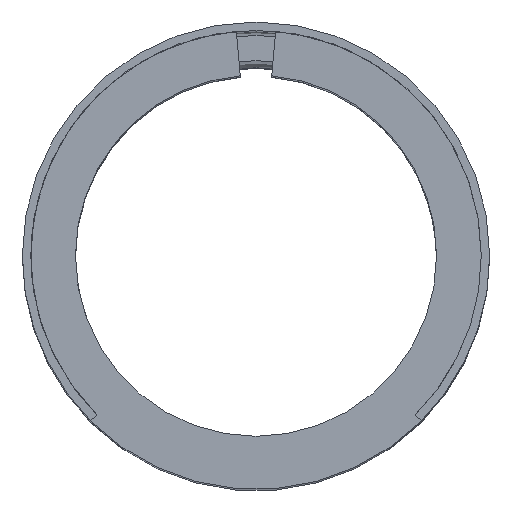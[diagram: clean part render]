
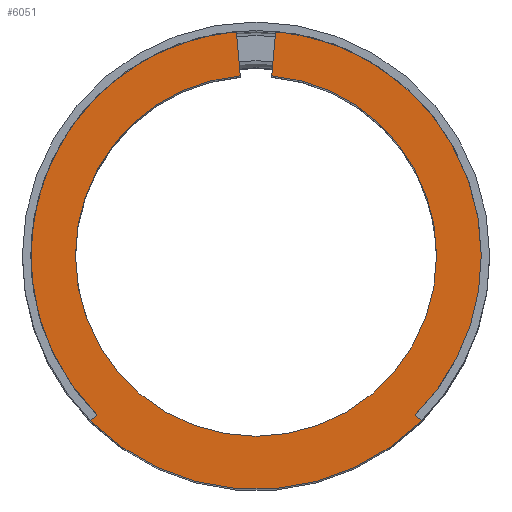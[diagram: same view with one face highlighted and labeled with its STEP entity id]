
A CAD part, top view. The second image highlights one B-rep face of the part: STEP entity #6051.
In plain terms, the highlighted planar face has unit normal (0, 0, 1).
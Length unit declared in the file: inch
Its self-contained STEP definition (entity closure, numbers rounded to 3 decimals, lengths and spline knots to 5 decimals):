
#146 = ORIENTED_EDGE ( 'NONE', *, *, #3338, .T. ) ;
#170 = LINE ( 'NONE', #10119, #2839 ) ;
#492 = LINE ( 'NONE', #2584, #10398 ) ;
#658 = AXIS2_PLACEMENT_3D ( 'NONE', #7195, #4037, #7339 ) ;
#692 = ORIENTED_EDGE ( 'NONE', *, *, #1881, .T. ) ;
#721 = CIRCLE ( 'NONE', #5542, 0.63583 ) ;
#806 = PLANE ( 'NONE',  #1614 ) ;
#985 = CARTESIAN_POINT ( 'NONE',  ( 0.06914, 0.79029, 2.99213 ) ) ;
#1097 = CARTESIAN_POINT ( 'NONE',  ( 0.05542, 0.63341, 2.99213 ) ) ;
#1465 = CARTESIAN_POINT ( 'NONE',  ( 0.79331, 0., 2.99213 ) ) ;
#1614 = AXIS2_PLACEMENT_3D ( 'NONE', #5199, #1741, #5129 ) ;
#1723 = EDGE_LOOP ( 'NONE', ( #14035, #13623, #13868, #4961, #6117, #6224, #8341, #3488, #4322, #146, #692 ) ) ;
#1741 = DIRECTION ( 'NONE',  ( 0., 0., 1. ) ) ;
#1794 = AXIS2_PLACEMENT_3D ( 'NONE', #4314, #11935, #2288 ) ;
#1834 = VECTOR ( 'NONE', #11913, 39.37008 ) ;
#1881 = EDGE_CURVE ( 'NONE', #10066, #5701, #13482, .T. ) ;
#2288 = DIRECTION ( 'NONE',  ( 1., 0., 0. ) ) ;
#2325 = CARTESIAN_POINT ( 'NONE',  ( 0., 0., 2.99213 ) ) ;
#2537 = AXIS2_PLACEMENT_3D ( 'NONE', #4020, #11569, #6106 ) ;
#2584 = CARTESIAN_POINT ( 'NONE',  ( -0.52578, -0.52578, 2.99213 ) ) ;
#2795 = DIRECTION ( 'NONE',  ( -0.707, -0.707, 0. ) ) ;
#2811 = CARTESIAN_POINT ( 'NONE',  ( 0., 0., 2.99213 ) ) ;
#2839 = VECTOR ( 'NONE', #3565, 39.37008 ) ;
#2984 = AXIS2_PLACEMENT_3D ( 'NONE', #2811, #8216, #10678 ) ;
#3203 = CARTESIAN_POINT ( 'NONE',  ( 0.63583, 0., 2.99213 ) ) ;
#3251 = EDGE_CURVE ( 'NONE', #10027, #13630, #5042, .T. ) ;
#3338 = EDGE_CURVE ( 'NONE', #10027, #10066, #5956, .T. ) ;
#3433 = VERTEX_POINT ( 'NONE', #13209 ) ;
#3440 = EDGE_CURVE ( 'NONE', #12264, #8669, #12813, .T. ) ;
#3457 = DIRECTION ( 'NONE',  ( 0., 0., 1. ) ) ;
#3469 = AXIS2_PLACEMENT_3D ( 'NONE', #2325, #12396, #4635 ) ;
#3488 = ORIENTED_EDGE ( 'NONE', *, *, #9425, .T. ) ;
#3563 = CARTESIAN_POINT ( 'NONE',  ( -0.05542, 0.63341, 2.99213 ) ) ;
#3565 = DIRECTION ( 'NONE',  ( -0.087, 0.996, 0. ) ) ;
#4020 = CARTESIAN_POINT ( 'NONE',  ( 0., 0., 2.99213 ) ) ;
#4037 = DIRECTION ( 'NONE',  ( 0., 0., 1. ) ) ;
#4105 = CARTESIAN_POINT ( 'NONE',  ( 0.52578, -0.52578, 2.99213 ) ) ;
#4314 = CARTESIAN_POINT ( 'NONE',  ( 0., 0., 2.99213 ) ) ;
#4322 = ORIENTED_EDGE ( 'NONE', *, *, #3251, .F. ) ;
#4580 = VECTOR ( 'NONE', #5186, 39.37008 ) ;
#4635 = DIRECTION ( 'NONE',  ( 1., 0., 0. ) ) ;
#4961 = ORIENTED_EDGE ( 'NONE', *, *, #10099, .T. ) ;
#5042 = LINE ( 'NONE', #4105, #4580 ) ;
#5129 = DIRECTION ( 'NONE',  ( 1., 0., 0. ) ) ;
#5186 = DIRECTION ( 'NONE',  ( 0.707, -0.707, 0. ) ) ;
#5199 = CARTESIAN_POINT ( 'NONE',  ( -0.05542, 0.63341, 2.99213 ) ) ;
#5376 = EDGE_CURVE ( 'NONE', #5701, #12264, #6449, .T. ) ;
#5542 = AXIS2_PLACEMENT_3D ( 'NONE', #13176, #10038, #11178 ) ;
#5701 = VERTEX_POINT ( 'NONE', #7505 ) ;
#5740 = VERTEX_POINT ( 'NONE', #10553 ) ;
#5956 = CIRCLE ( 'NONE', #658, 0.79331 ) ;
#6051 = ADVANCED_FACE ( 'NONE', ( #6066 ), #806, .T. ) ;
#6066 = FACE_OUTER_BOUND ( 'NONE', #1723, .T. ) ;
#6078 = EDGE_CURVE ( 'NONE', #5740, #3433, #9197, .T. ) ;
#6106 = DIRECTION ( 'NONE',  ( 1., 0., 0. ) ) ;
#6117 = ORIENTED_EDGE ( 'NONE', *, *, #12966, .T. ) ;
#6224 = ORIENTED_EDGE ( 'NONE', *, *, #6078, .T. ) ;
#6449 = LINE ( 'NONE', #985, #1834 ) ;
#6925 = CIRCLE ( 'NONE', #3469, 0.63583 ) ;
#7195 = CARTESIAN_POINT ( 'NONE',  ( 0., 0., 2.99213 ) ) ;
#7339 = DIRECTION ( 'NONE',  ( 1., 0., 0. ) ) ;
#7505 = CARTESIAN_POINT ( 'NONE',  ( 0.06914, 0.79029, 2.99213 ) ) ;
#7554 = CARTESIAN_POINT ( 'NONE',  ( 0., 0., 2.99213 ) ) ;
#7569 = VERTEX_POINT ( 'NONE', #11034 ) ;
#8066 = CIRCLE ( 'NONE', #2537, 0.82283 ) ;
#8216 = DIRECTION ( 'NONE',  ( 0., 0., 1. ) ) ;
#8341 = ORIENTED_EDGE ( 'NONE', *, *, #10817, .T. ) ;
#8597 = CARTESIAN_POINT ( 'NONE',  ( 0.56095, -0.56095, 2.99213 ) ) ;
#8669 = VERTEX_POINT ( 'NONE', #3203 ) ;
#9055 = CARTESIAN_POINT ( 'NONE',  ( 0.58183, -0.58183, 2.99213 ) ) ;
#9197 = CIRCLE ( 'NONE', #2984, 0.79331 ) ;
#9425 = EDGE_CURVE ( 'NONE', #7569, #13630, #8066, .T. ) ;
#9804 = CARTESIAN_POINT ( 'NONE',  ( -0.63583, 0., 2.99213 ) ) ;
#9807 = DIRECTION ( 'NONE',  ( 1., 0., 0. ) ) ;
#10027 = VERTEX_POINT ( 'NONE', #8597 ) ;
#10038 = DIRECTION ( 'NONE',  ( 0., 0., -1. ) ) ;
#10066 = VERTEX_POINT ( 'NONE', #1465 ) ;
#10083 = EDGE_CURVE ( 'NONE', #8669, #10425, #6925, .T. ) ;
#10099 = EDGE_CURVE ( 'NONE', #10425, #11999, #721, .T. ) ;
#10119 = CARTESIAN_POINT ( 'NONE',  ( -0.06154, 0.70342, 2.99213 ) ) ;
#10398 = VECTOR ( 'NONE', #2795, 39.37008 ) ;
#10425 = VERTEX_POINT ( 'NONE', #9804 ) ;
#10553 = CARTESIAN_POINT ( 'NONE',  ( -0.06914, 0.79029, 2.99213 ) ) ;
#10678 = DIRECTION ( 'NONE',  ( 1., 0., 0. ) ) ;
#10817 = EDGE_CURVE ( 'NONE', #3433, #7569, #492, .T. ) ;
#11034 = CARTESIAN_POINT ( 'NONE',  ( -0.58183, -0.58183, 2.99213 ) ) ;
#11178 = DIRECTION ( 'NONE',  ( 1., 0., 0. ) ) ;
#11569 = DIRECTION ( 'NONE',  ( 0., 0., 1. ) ) ;
#11913 = DIRECTION ( 'NONE',  ( -0.087, -0.996, 0. ) ) ;
#11935 = DIRECTION ( 'NONE',  ( 0., 0., -1. ) ) ;
#11999 = VERTEX_POINT ( 'NONE', #3563 ) ;
#12264 = VERTEX_POINT ( 'NONE', #1097 ) ;
#12350 = AXIS2_PLACEMENT_3D ( 'NONE', #7554, #3457, #9807 ) ;
#12396 = DIRECTION ( 'NONE',  ( 0., 0., -1. ) ) ;
#12813 = CIRCLE ( 'NONE', #1794, 0.63583 ) ;
#12966 = EDGE_CURVE ( 'NONE', #11999, #5740, #170, .T. ) ;
#13176 = CARTESIAN_POINT ( 'NONE',  ( 0., 0., 2.99213 ) ) ;
#13209 = CARTESIAN_POINT ( 'NONE',  ( -0.56095, -0.56095, 2.99213 ) ) ;
#13482 = CIRCLE ( 'NONE', #12350, 0.79331 ) ;
#13623 = ORIENTED_EDGE ( 'NONE', *, *, #3440, .T. ) ;
#13630 = VERTEX_POINT ( 'NONE', #9055 ) ;
#13868 = ORIENTED_EDGE ( 'NONE', *, *, #10083, .T. ) ;
#14035 = ORIENTED_EDGE ( 'NONE', *, *, #5376, .T. ) ;
